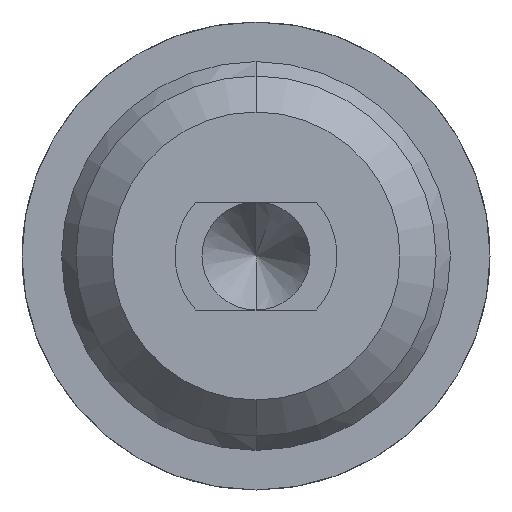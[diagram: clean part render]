
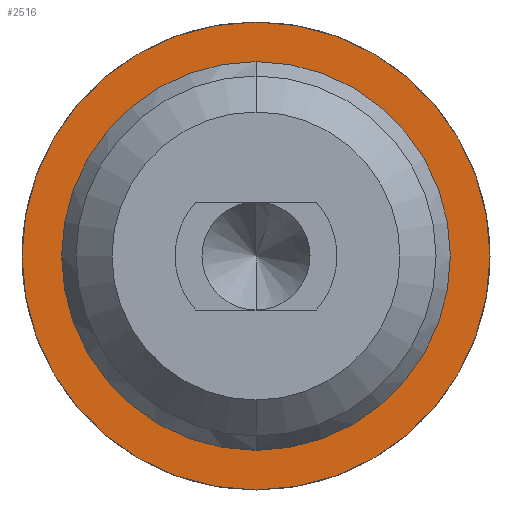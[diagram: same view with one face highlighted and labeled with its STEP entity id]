
A CAD part, front view. The second image highlights one B-rep face of the part: STEP entity #2516.
In plain terms, the highlighted planar face has unit normal (0, -1, 0).
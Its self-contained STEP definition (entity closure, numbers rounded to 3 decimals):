
#13 = CARTESIAN_POINT ( 'NONE',  ( 0., 27.9, 0. ) ) ;
#65 = AXIS2_PLACEMENT_3D ( 'NONE', #13, #1495, #753 ) ;
#73 = DIRECTION ( 'NONE',  ( 0., -1., 0. ) ) ;
#79 = AXIS2_PLACEMENT_3D ( 'NONE', #4685, #2752, #4697 ) ;
#344 = EDGE_LOOP ( 'NONE', ( #2248, #1776 ) ) ;
#484 = DIRECTION ( 'NONE',  ( 0., 0., -1. ) ) ;
#648 = DIRECTION ( 'NONE',  ( 0., -1., 0. ) ) ;
#753 = DIRECTION ( 'NONE',  ( 0., 0., -1. ) ) ;
#924 = EDGE_CURVE ( 'Defeature ausgef�hrt3_6+Defeature ausgef�hrt3_7+Defeature ausgef�hrt3_7+Defeature ausgef�hrt3_7', #2491, #2355, #2558, .T. ) ;
#1187 = ORIENTED_EDGE ( 'NONE', *, *, #4626, .F. ) ;
#1191 = ORIENTED_EDGE ( 'NONE', *, *, #924, .F. ) ;
#1211 = CARTESIAN_POINT ( 'NONE',  ( 0., 27.9, 0. ) ) ;
#1221 = DIRECTION ( 'NONE',  ( 0., -1., 0. ) ) ;
#1344 = EDGE_CURVE ( 'Defeature ausgef�hrt3_7+Defeature ausgef�hrt3_8+Defeature ausgef�hrt3_8+Defeature ausgef�hrt3_8', #1361, #3944, #2050, .T. ) ;
#1361 = VERTEX_POINT ( 'NONE', #1589 ) ;
#1423 = CIRCLE ( 'NONE', #65, 1.08 ) ;
#1495 = DIRECTION ( 'NONE',  ( 0., -1., 0. ) ) ;
#1589 = CARTESIAN_POINT ( 'NONE',  ( 0., 27.9, -1.3 ) ) ;
#1670 = FACE_BOUND ( 'NONE', #3212, .T. ) ;
#1679 = CARTESIAN_POINT ( 'NONE',  ( 0., 27.9, 0. ) ) ;
#1743 = AXIS2_PLACEMENT_3D ( 'NONE', #1679, #73, #484 ) ;
#1776 = ORIENTED_EDGE ( 'NONE', *, *, #3555, .T. ) ;
#2050 = CIRCLE ( 'NONE', #79, 1.3 ) ;
#2173 = FACE_OUTER_BOUND ( 'NONE', #344, .T. ) ;
#2175 = CARTESIAN_POINT ( 'NONE',  ( 0., 27.9, 1.08 ) ) ;
#2248 = ORIENTED_EDGE ( 'NONE', *, *, #1344, .T. ) ;
#2355 = VERTEX_POINT ( 'NONE', #4033 ) ;
#2398 = AXIS2_PLACEMENT_3D ( 'NONE', #2588, #648, #4452 ) ;
#2430 = AXIS2_PLACEMENT_3D ( 'NONE', #1211, #1221, #3151 ) ;
#2491 = VERTEX_POINT ( 'NONE', #2175 ) ;
#2516 = ADVANCED_FACE ( 'Defeature ausgef�hrt3_7', ( #2173, #1670 ), #4513, .T. ) ;
#2558 = CIRCLE ( 'NONE', #2430, 1.08 ) ;
#2588 = CARTESIAN_POINT ( 'NONE',  ( 1.08, 27.9, 0. ) ) ;
#2752 = DIRECTION ( 'NONE',  ( 0., -1., 0. ) ) ;
#3143 = CARTESIAN_POINT ( 'NONE',  ( 0., 27.9, 1.3 ) ) ;
#3151 = DIRECTION ( 'NONE',  ( 0., 0., -1. ) ) ;
#3212 = EDGE_LOOP ( 'NONE', ( #1187, #1191 ) ) ;
#3555 = EDGE_CURVE ( 'Defeature ausgef�hrt3_7+Defeature ausgef�hrt3_8+Defeature ausgef�hrt3_8+Defeature ausgef�hrt3_8', #3944, #1361, #4289, .T. ) ;
#3944 = VERTEX_POINT ( 'NONE', #3143 ) ;
#4033 = CARTESIAN_POINT ( 'NONE',  ( 0., 27.9, -1.08 ) ) ;
#4289 = CIRCLE ( 'NONE', #1743, 1.3 ) ;
#4452 = DIRECTION ( 'NONE',  ( 0., 0., -1. ) ) ;
#4513 = PLANE ( 'NONE',  #2398 ) ;
#4626 = EDGE_CURVE ( 'Defeature ausgef�hrt3_6+Defeature ausgef�hrt3_7+Defeature ausgef�hrt3_7+Defeature ausgef�hrt3_7', #2355, #2491, #1423, .T. ) ;
#4685 = CARTESIAN_POINT ( 'NONE',  ( 0., 27.9, 0. ) ) ;
#4697 = DIRECTION ( 'NONE',  ( 0., 0., -1. ) ) ;
